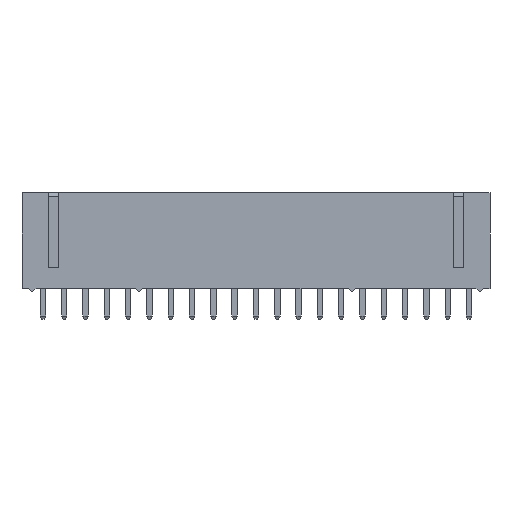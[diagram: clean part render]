
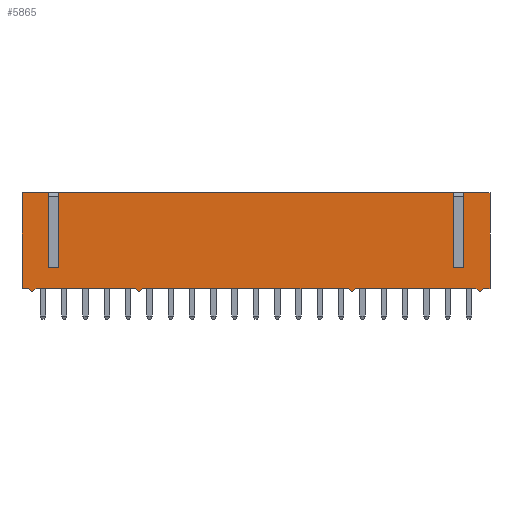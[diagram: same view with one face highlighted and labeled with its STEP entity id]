
A CAD part, front view. The second image highlights one B-rep face of the part: STEP entity #5865.
In plain terms, the highlighted planar face has unit normal (0, -1, 0).
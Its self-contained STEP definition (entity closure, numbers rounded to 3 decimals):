
#9=DIRECTION('',(1.,0.,0.));
#10=VECTOR('',#9,3.135);
#11=CARTESIAN_POINT('',(-27.9,-2.55,0.));
#12=LINE('',#11,#10);
#73=DIRECTION('',(1.,0.,0.));
#74=VECTOR('',#73,3.135);
#75=CARTESIAN_POINT('',(24.765,-2.55,0.));
#76=LINE('',#75,#74);
#121=DIRECTION('',(1.,0.,0.));
#122=VECTOR('',#121,46.99);
#123=CARTESIAN_POINT('',(-23.495,-2.55,0.));
#124=LINE('',#123,#122);
#233=DIRECTION('',(-0.707,0.,-0.707));
#234=VECTOR('',#233,0.537);
#235=CARTESIAN_POINT('',(-26.225,-2.55,-11.43));
#236=LINE('',#235,#234);
#237=DIRECTION('',(-1.,0.,0.));
#238=VECTOR('',#237,0.13);
#239=CARTESIAN_POINT('',(-26.605,-2.55,-11.81));
#240=LINE('',#239,#238);
#241=DIRECTION('',(-0.707,0.,0.707));
#242=VECTOR('',#241,0.537);
#243=CARTESIAN_POINT('',(-26.735,-2.55,-11.81));
#244=LINE('',#243,#242);
#245=DIRECTION('',(0.,0.,-1.));
#246=VECTOR('',#245,11.43);
#247=CARTESIAN_POINT('',(-27.9,-2.55,0.));
#248=LINE('',#247,#246);
#249=DIRECTION('',(0.,0.,-1.));
#250=VECTOR('',#249,8.89);
#251=CARTESIAN_POINT('',(-24.765,-2.55,0.));
#252=LINE('',#251,#250);
#253=DIRECTION('',(1.,0.,0.));
#254=VECTOR('',#253,1.27);
#255=CARTESIAN_POINT('',(-24.765,-2.55,-8.89));
#256=LINE('',#255,#254);
#257=DIRECTION('',(0.,0.,-1.));
#258=VECTOR('',#257,8.89);
#259=CARTESIAN_POINT('',(-23.495,-2.55,0.));
#260=LINE('',#259,#258);
#261=DIRECTION('',(0.,0.,-1.));
#262=VECTOR('',#261,8.89);
#263=CARTESIAN_POINT('',(23.495,-2.55,0.));
#264=LINE('',#263,#262);
#265=DIRECTION('',(1.,0.,0.));
#266=VECTOR('',#265,1.27);
#267=CARTESIAN_POINT('',(23.495,-2.55,-8.89));
#268=LINE('',#267,#266);
#269=DIRECTION('',(0.,0.,-1.));
#270=VECTOR('',#269,8.89);
#271=CARTESIAN_POINT('',(24.765,-2.55,0.));
#272=LINE('',#271,#270);
#273=DIRECTION('',(-0.707,0.,-0.707));
#274=VECTOR('',#273,0.537);
#275=CARTESIAN_POINT('',(27.115,-2.55,-11.43));
#276=LINE('',#275,#274);
#277=DIRECTION('',(-1.,0.,0.));
#278=VECTOR('',#277,0.13);
#279=CARTESIAN_POINT('',(26.735,-2.55,-11.81));
#280=LINE('',#279,#278);
#281=DIRECTION('',(-0.707,0.,0.707));
#282=VECTOR('',#281,0.537);
#283=CARTESIAN_POINT('',(26.605,-2.55,-11.81));
#284=LINE('',#283,#282);
#285=DIRECTION('',(-0.707,0.,-0.707));
#286=VECTOR('',#285,0.537);
#287=CARTESIAN_POINT('',(11.875,-2.55,-11.43));
#288=LINE('',#287,#286);
#289=DIRECTION('',(-1.,0.,0.));
#290=VECTOR('',#289,0.13);
#291=CARTESIAN_POINT('',(11.495,-2.55,-11.81));
#292=LINE('',#291,#290);
#293=DIRECTION('',(-0.707,0.,0.707));
#294=VECTOR('',#293,0.537);
#295=CARTESIAN_POINT('',(11.365,-2.55,-11.81));
#296=LINE('',#295,#294);
#297=DIRECTION('',(-0.707,0.,-0.707));
#298=VECTOR('',#297,0.537);
#299=CARTESIAN_POINT('',(-13.525,-2.55,-11.43));
#300=LINE('',#299,#298);
#301=DIRECTION('',(-1.,0.,0.));
#302=VECTOR('',#301,0.13);
#303=CARTESIAN_POINT('',(-13.905,-2.55,-11.81));
#304=LINE('',#303,#302);
#305=DIRECTION('',(-0.707,0.,0.707));
#306=VECTOR('',#305,0.537);
#307=CARTESIAN_POINT('',(-14.035,-2.55,-11.81));
#308=LINE('',#307,#306);
#313=DIRECTION('',(1.,0.,0.));
#314=VECTOR('',#313,0.785);
#315=CARTESIAN_POINT('',(27.115,-2.55,-11.43));
#316=LINE('',#315,#314);
#345=DIRECTION('',(1.,0.,0.));
#346=VECTOR('',#345,14.35);
#347=CARTESIAN_POINT('',(11.875,-2.55,-11.43));
#348=LINE('',#347,#346);
#361=DIRECTION('',(1.,0.,0.));
#362=VECTOR('',#361,24.51);
#363=CARTESIAN_POINT('',(-13.525,-2.55,-11.43));
#364=LINE('',#363,#362);
#377=DIRECTION('',(1.,0.,0.));
#378=VECTOR('',#377,11.81);
#379=CARTESIAN_POINT('',(-26.225,-2.55,-11.43));
#380=LINE('',#379,#378);
#417=DIRECTION('',(1.,0.,0.));
#418=VECTOR('',#417,0.785);
#419=CARTESIAN_POINT('',(-27.9,-2.55,-11.43));
#420=LINE('',#419,#418);
#905=DIRECTION('',(0.,0.,-1.));
#906=VECTOR('',#905,11.43);
#907=CARTESIAN_POINT('',(27.9,-2.55,0.));
#908=LINE('',#907,#906);
#4202=CARTESIAN_POINT('',(-27.9,-2.55,0.));
#4204=VERTEX_POINT('',#4202);
#4210=CARTESIAN_POINT('',(-27.9,-2.55,-11.43));
#4212=VERTEX_POINT('',#4210);
#4225=CARTESIAN_POINT('',(27.9,-2.55,0.));
#4227=VERTEX_POINT('',#4225);
#4241=CARTESIAN_POINT('',(27.9,-2.55,-11.43));
#4243=VERTEX_POINT('',#4241);
#4289=CARTESIAN_POINT('',(-24.765,-2.55,-8.89));
#4290=CARTESIAN_POINT('',(-23.495,-2.55,-8.89));
#4291=VERTEX_POINT('',#4289);
#4292=VERTEX_POINT('',#4290);
#4293=CARTESIAN_POINT('',(23.495,-2.55,-8.89));
#4294=CARTESIAN_POINT('',(24.765,-2.55,-8.89));
#4295=VERTEX_POINT('',#4293);
#4296=VERTEX_POINT('',#4294);
#4297=CARTESIAN_POINT('',(-24.765,-2.55,0.));
#4298=VERTEX_POINT('',#4297);
#4299=CARTESIAN_POINT('',(-23.495,-2.55,0.));
#4300=VERTEX_POINT('',#4299);
#4301=CARTESIAN_POINT('',(23.495,-2.55,0.));
#4302=VERTEX_POINT('',#4301);
#4303=CARTESIAN_POINT('',(24.765,-2.55,0.));
#4304=VERTEX_POINT('',#4303);
#4401=CARTESIAN_POINT('',(26.735,-2.55,-11.81));
#4402=CARTESIAN_POINT('',(26.605,-2.55,-11.81));
#4403=VERTEX_POINT('',#4401);
#4404=VERTEX_POINT('',#4402);
#4405=CARTESIAN_POINT('',(27.115,-2.55,-11.43));
#4407=VERTEX_POINT('',#4405);
#4409=CARTESIAN_POINT('',(26.225,-2.55,-11.43));
#4411=VERTEX_POINT('',#4409);
#4417=CARTESIAN_POINT('',(11.495,-2.55,-11.81));
#4418=CARTESIAN_POINT('',(11.365,-2.55,-11.81));
#4419=VERTEX_POINT('',#4417);
#4420=VERTEX_POINT('',#4418);
#4425=CARTESIAN_POINT('',(11.875,-2.55,-11.43));
#4426=VERTEX_POINT('',#4425);
#4427=CARTESIAN_POINT('',(10.985,-2.55,-11.43));
#4428=VERTEX_POINT('',#4427);
#4433=CARTESIAN_POINT('',(-13.905,-2.55,-11.81));
#4434=CARTESIAN_POINT('',(-14.035,-2.55,-11.81));
#4435=VERTEX_POINT('',#4433);
#4436=VERTEX_POINT('',#4434);
#4441=CARTESIAN_POINT('',(-13.525,-2.55,-11.43));
#4442=VERTEX_POINT('',#4441);
#4443=CARTESIAN_POINT('',(-14.415,-2.55,-11.43));
#4444=VERTEX_POINT('',#4443);
#4449=CARTESIAN_POINT('',(-26.605,-2.55,-11.81));
#4450=CARTESIAN_POINT('',(-26.735,-2.55,-11.81));
#4451=VERTEX_POINT('',#4449);
#4452=VERTEX_POINT('',#4450);
#4457=CARTESIAN_POINT('',(-26.225,-2.55,-11.43));
#4458=VERTEX_POINT('',#4457);
#4459=CARTESIAN_POINT('',(-27.115,-2.55,-11.43));
#4460=VERTEX_POINT('',#4459);
#5807=CARTESIAN_POINT('',(-27.9,-2.55,0.));
#5808=DIRECTION('',(0.,-1.,0.));
#5809=DIRECTION('',(1.,0.,0.));
#5810=AXIS2_PLACEMENT_3D('',#5807,#5808,#5809);
#5811=PLANE('',#5810);
#5813=ORIENTED_EDGE('',*,*,#5812,.F.);
#5815=ORIENTED_EDGE('',*,*,#5814,.T.);
#5817=ORIENTED_EDGE('',*,*,#5816,.T.);
#5819=ORIENTED_EDGE('',*,*,#5818,.T.);
#5821=ORIENTED_EDGE('',*,*,#5820,.F.);
#5823=ORIENTED_EDGE('',*,*,#5822,.F.);
#5824=ORIENTED_EDGE('',*,*,#5490,.T.);
#5825=ORIENTED_EDGE('',*,*,#5586,.T.);
#5827=ORIENTED_EDGE('',*,*,#5826,.T.);
#5829=ORIENTED_EDGE('',*,*,#5828,.F.);
#5830=ORIENTED_EDGE('',*,*,#5554,.T.);
#5832=ORIENTED_EDGE('',*,*,#5831,.T.);
#5834=ORIENTED_EDGE('',*,*,#5833,.T.);
#5835=ORIENTED_EDGE('',*,*,#5798,.F.);
#5836=ORIENTED_EDGE('',*,*,#5522,.T.);
#5838=ORIENTED_EDGE('',*,*,#5837,.T.);
#5840=ORIENTED_EDGE('',*,*,#5839,.F.);
#5842=ORIENTED_EDGE('',*,*,#5841,.T.);
#5844=ORIENTED_EDGE('',*,*,#5843,.T.);
#5846=ORIENTED_EDGE('',*,*,#5845,.T.);
#5848=ORIENTED_EDGE('',*,*,#5847,.F.);
#5850=ORIENTED_EDGE('',*,*,#5849,.T.);
#5852=ORIENTED_EDGE('',*,*,#5851,.T.);
#5854=ORIENTED_EDGE('',*,*,#5853,.T.);
#5856=ORIENTED_EDGE('',*,*,#5855,.F.);
#5858=ORIENTED_EDGE('',*,*,#5857,.T.);
#5860=ORIENTED_EDGE('',*,*,#5859,.T.);
#5862=ORIENTED_EDGE('',*,*,#5861,.T.);
#5863=EDGE_LOOP('',(#5813,#5815,#5817,#5819,#5821,#5823,#5824,#5825,#5827,#5829,
#5830,#5832,#5834,#5835,#5836,#5838,#5840,#5842,#5844,#5846,#5848,#5850,#5852,
#5854,#5856,#5858,#5860,#5862));
#5864=FACE_OUTER_BOUND('',#5863,.F.);
#5865=ADVANCED_FACE('',(#5864),#5811,.T.);
#5490=EDGE_CURVE('',#4204,#4298,#12,.T.);
#5522=EDGE_CURVE('',#4304,#4227,#76,.T.);
#5554=EDGE_CURVE('',#4300,#4302,#124,.T.);
#5586=EDGE_CURVE('',#4298,#4291,#252,.T.);
#5798=EDGE_CURVE('',#4304,#4296,#272,.T.);
#5812=EDGE_CURVE('',#4458,#4444,#380,.T.);
#5814=EDGE_CURVE('',#4458,#4451,#236,.T.);
#5816=EDGE_CURVE('',#4451,#4452,#240,.T.);
#5818=EDGE_CURVE('',#4452,#4460,#244,.T.);
#5820=EDGE_CURVE('',#4212,#4460,#420,.T.);
#5822=EDGE_CURVE('',#4204,#4212,#248,.T.);
#5826=EDGE_CURVE('',#4291,#4292,#256,.T.);
#5828=EDGE_CURVE('',#4300,#4292,#260,.T.);
#5831=EDGE_CURVE('',#4302,#4295,#264,.T.);
#5833=EDGE_CURVE('',#4295,#4296,#268,.T.);
#5837=EDGE_CURVE('',#4227,#4243,#908,.T.);
#5839=EDGE_CURVE('',#4407,#4243,#316,.T.);
#5841=EDGE_CURVE('',#4407,#4403,#276,.T.);
#5843=EDGE_CURVE('',#4403,#4404,#280,.T.);
#5845=EDGE_CURVE('',#4404,#4411,#284,.T.);
#5847=EDGE_CURVE('',#4426,#4411,#348,.T.);
#5849=EDGE_CURVE('',#4426,#4419,#288,.T.);
#5851=EDGE_CURVE('',#4419,#4420,#292,.T.);
#5853=EDGE_CURVE('',#4420,#4428,#296,.T.);
#5855=EDGE_CURVE('',#4442,#4428,#364,.T.);
#5857=EDGE_CURVE('',#4442,#4435,#300,.T.);
#5859=EDGE_CURVE('',#4435,#4436,#304,.T.);
#5861=EDGE_CURVE('',#4436,#4444,#308,.T.);
